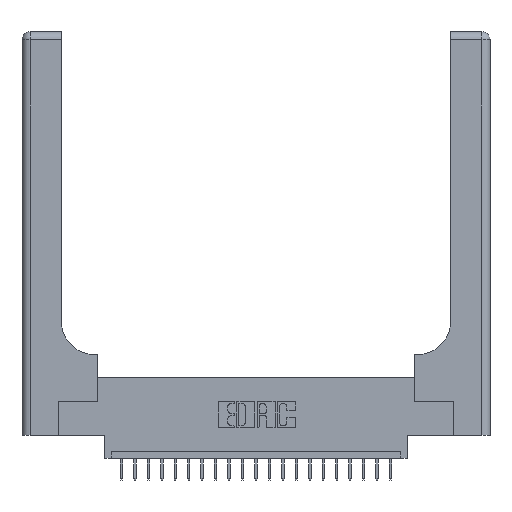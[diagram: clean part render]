
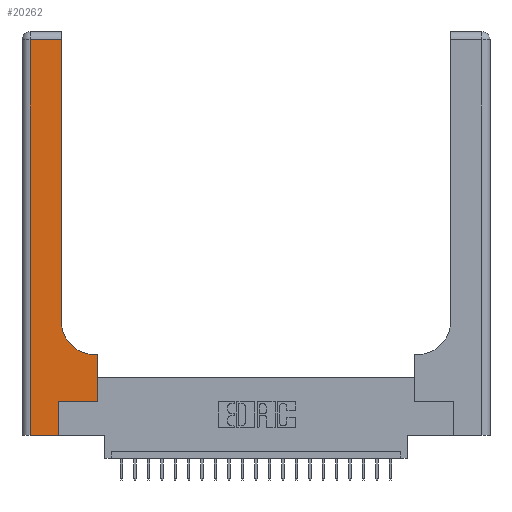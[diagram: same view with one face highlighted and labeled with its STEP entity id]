
A CAD part, top view. The second image highlights one B-rep face of the part: STEP entity #20262.
In plain terms, the highlighted planar face has unit normal (0, 0, 1).
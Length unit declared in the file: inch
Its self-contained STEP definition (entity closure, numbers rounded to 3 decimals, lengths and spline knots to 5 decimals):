
#194 = LINE ( 'NONE', #1843, #13312 ) ;
#501 = AXIS2_PLACEMENT_3D ( 'NONE', #13016, #22287, #9407 ) ;
#1084 = ORIENTED_EDGE ( 'NONE', *, *, #15251, .T. ) ;
#1332 = LINE ( 'NONE', #5873, #7449 ) ;
#1360 = VERTEX_POINT ( 'NONE', #6191 ) ;
#1744 = CARTESIAN_POINT ( 'NONE',  ( 0.269, 0.25, 0.37 ) ) ;
#1761 = LINE ( 'NONE', #5702, #6673 ) ;
#1843 = CARTESIAN_POINT ( 'NONE',  ( 0.5585, 0.25, 0.37 ) ) ;
#3099 = VERTEX_POINT ( 'NONE', #21123 ) ;
#3127 = VERTEX_POINT ( 'NONE', #1744 ) ;
#3158 = VERTEX_POINT ( 'NONE', #11245 ) ;
#3308 = ORIENTED_EDGE ( 'NONE', *, *, #19938, .T. ) ;
#3430 = EDGE_CURVE ( 'NONE', #21133, #7141, #14487, .T. ) ;
#3576 = CARTESIAN_POINT ( 'NONE',  ( 0.06, 3., 0.37 ) ) ;
#4277 = DIRECTION ( 'NONE',  ( 0., 1., 0. ) ) ;
#5137 = AXIS2_PLACEMENT_3D ( 'NONE', #23385, #19503, #14061 ) ;
#5290 = VECTOR ( 'NONE', #23686, 39.37008 ) ;
#5512 = DIRECTION ( 'NONE',  ( 0., 1., 0. ) ) ;
#5702 = CARTESIAN_POINT ( 'NONE',  ( 0.2915, 3., 0.37 ) ) ;
#5873 = CARTESIAN_POINT ( 'NONE',  ( 0., 0., 0.37 ) ) ;
#6191 = CARTESIAN_POINT ( 'NONE',  ( 0.2915, 2.94, 0.37 ) ) ;
#6673 = VECTOR ( 'NONE', #9427, 39.37008 ) ;
#6908 = ORIENTED_EDGE ( 'NONE', *, *, #10041, .T. ) ;
#7141 = VERTEX_POINT ( 'NONE', #11742 ) ;
#7449 = VECTOR ( 'NONE', #15320, 39.37008 ) ;
#7509 = LINE ( 'NONE', #24006, #15696 ) ;
#7893 = LINE ( 'NONE', #15430, #13129 ) ;
#7920 = ORIENTED_EDGE ( 'NONE', *, *, #22610, .T. ) ;
#7958 = DIRECTION ( 'NONE',  ( 1., 0., 0. ) ) ;
#8535 = LINE ( 'NONE', #16868, #12070 ) ;
#9047 = VERTEX_POINT ( 'NONE', #18382 ) ;
#9407 = DIRECTION ( 'NONE',  ( 1., 0., 0. ) ) ;
#9427 = DIRECTION ( 'NONE',  ( 0., 1., 0. ) ) ;
#10041 = EDGE_CURVE ( 'NONE', #22601, #1360, #1761, .T. ) ;
#10284 = VERTEX_POINT ( 'NONE', #17254 ) ;
#11143 = ORIENTED_EDGE ( 'NONE', *, *, #13720, .T. ) ;
#11245 = CARTESIAN_POINT ( 'NONE',  ( 0.5585, 0.6, 0.37 ) ) ;
#11636 = CARTESIAN_POINT ( 'NONE',  ( 0.2915, 0.85, 0.37 ) ) ;
#11742 = CARTESIAN_POINT ( 'NONE',  ( 0.06, 0., 0.37 ) ) ;
#12070 = VECTOR ( 'NONE', #18443, 39.37008 ) ;
#12324 = EDGE_CURVE ( 'NONE', #7141, #3099, #1332, .T. ) ;
#12665 = CIRCLE ( 'NONE', #501, 0.25 ) ;
#13016 = CARTESIAN_POINT ( 'NONE',  ( 0.5415, 0.85, 0.37 ) ) ;
#13129 = VECTOR ( 'NONE', #4277, 39.37008 ) ;
#13290 = FACE_OUTER_BOUND ( 'NONE', #15167, .T. ) ;
#13312 = VECTOR ( 'NONE', #5512, 39.37008 ) ;
#13484 = EDGE_CURVE ( 'NONE', #9047, #22601, #12665, .T. ) ;
#13720 = EDGE_CURVE ( 'NONE', #1360, #21133, #8535, .T. ) ;
#13774 = CARTESIAN_POINT ( 'NONE',  ( 0.269, 0.25, 0.37 ) ) ;
#14061 = DIRECTION ( 'NONE',  ( -1., 0., 0. ) ) ;
#14487 = LINE ( 'NONE', #3576, #5290 ) ;
#14498 = ORIENTED_EDGE ( 'NONE', *, *, #24035, .T. ) ;
#15167 = EDGE_LOOP ( 'NONE', ( #6908, #11143, #18789, #20827, #1084, #7920, #3308, #14498, #16802 ) ) ;
#15251 = EDGE_CURVE ( 'NONE', #3099, #3127, #7893, .T. ) ;
#15320 = DIRECTION ( 'NONE',  ( 1., 0., 0. ) ) ;
#15430 = CARTESIAN_POINT ( 'NONE',  ( 0.269, 0., 0.37 ) ) ;
#15696 = VECTOR ( 'NONE', #20454, 39.37008 ) ;
#16802 = ORIENTED_EDGE ( 'NONE', *, *, #13484, .T. ) ;
#16868 = CARTESIAN_POINT ( 'NONE',  ( 0., 2.94, 0.37 ) ) ;
#17254 = CARTESIAN_POINT ( 'NONE',  ( 0.5585, 0.25, 0.37 ) ) ;
#18092 = VECTOR ( 'NONE', #7958, 39.37008 ) ;
#18382 = CARTESIAN_POINT ( 'NONE',  ( 0.5415, 0.6, 0.37 ) ) ;
#18443 = DIRECTION ( 'NONE',  ( -1., 0., 0. ) ) ;
#18641 = LINE ( 'NONE', #13774, #18092 ) ;
#18789 = ORIENTED_EDGE ( 'NONE', *, *, #3430, .T. ) ;
#19503 = DIRECTION ( 'NONE',  ( 0., 0., -1. ) ) ;
#19938 = EDGE_CURVE ( 'NONE', #10284, #3158, #194, .T. ) ;
#20262 = ADVANCED_FACE ( 'NONE', ( #13290 ), #21536, .F. ) ;
#20374 = CARTESIAN_POINT ( 'NONE',  ( 0.06, 2.94, 0.37 ) ) ;
#20454 = DIRECTION ( 'NONE',  ( -1., 0., 0. ) ) ;
#20827 = ORIENTED_EDGE ( 'NONE', *, *, #12324, .T. ) ;
#21123 = CARTESIAN_POINT ( 'NONE',  ( 0.269, 0., 0.37 ) ) ;
#21133 = VERTEX_POINT ( 'NONE', #20374 ) ;
#21536 = PLANE ( 'NONE',  #5137 ) ;
#22287 = DIRECTION ( 'NONE',  ( 0., 0., -1. ) ) ;
#22601 = VERTEX_POINT ( 'NONE', #11636 ) ;
#22610 = EDGE_CURVE ( 'NONE', #3127, #10284, #18641, .T. ) ;
#23385 = CARTESIAN_POINT ( 'NONE',  ( 0., 3., 0.37 ) ) ;
#23686 = DIRECTION ( 'NONE',  ( 0., -1., 0. ) ) ;
#24006 = CARTESIAN_POINT ( 'NONE',  ( 0.2915, 0.6, 0.37 ) ) ;
#24035 = EDGE_CURVE ( 'NONE', #3158, #9047, #7509, .T. ) ;
